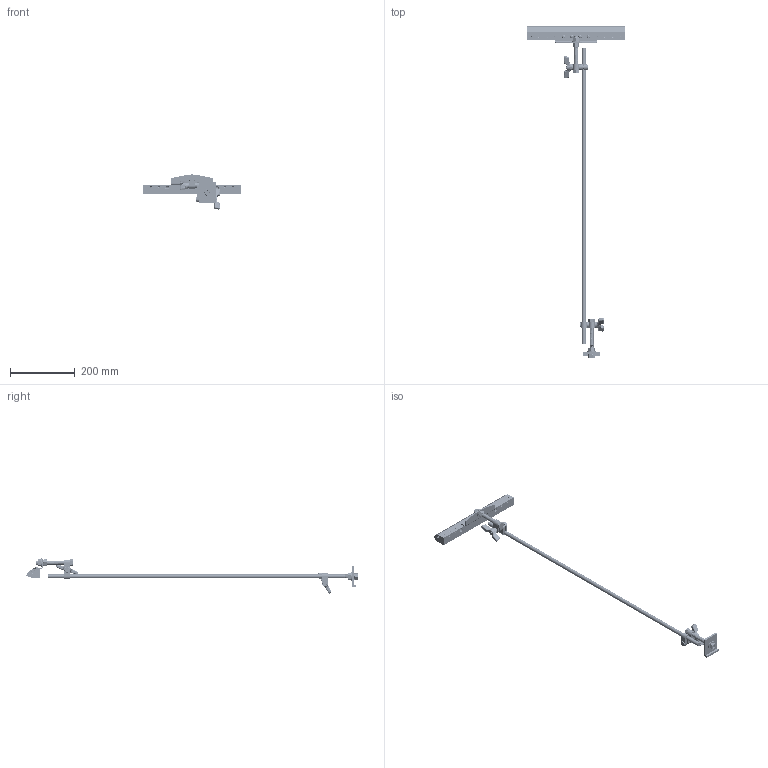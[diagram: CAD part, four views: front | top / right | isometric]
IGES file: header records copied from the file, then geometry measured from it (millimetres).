
Start section: SolidWorks IGES file using analytic representation for surfaces
Global section: file name: AIR BLADE MOUNTING SYSTEM 19001 (STRAIGHT ORENIANTATION).IGS; native system: SolidWorks 2020; preprocessor: SolidWorks 2020; author: Ammad; date: 210110.220258; units: inch
Bounding box: 304.8 x 1022.99 x 108.58 mm (x, y, z)
Surface area: 199773.2 mm2 (no closed solid volume)
Topology: 0 solids, 0 shells, 3511 faces, 63575 edges, 63510 vertices
Faces by surface type: revolution 2232, bspline 1279
